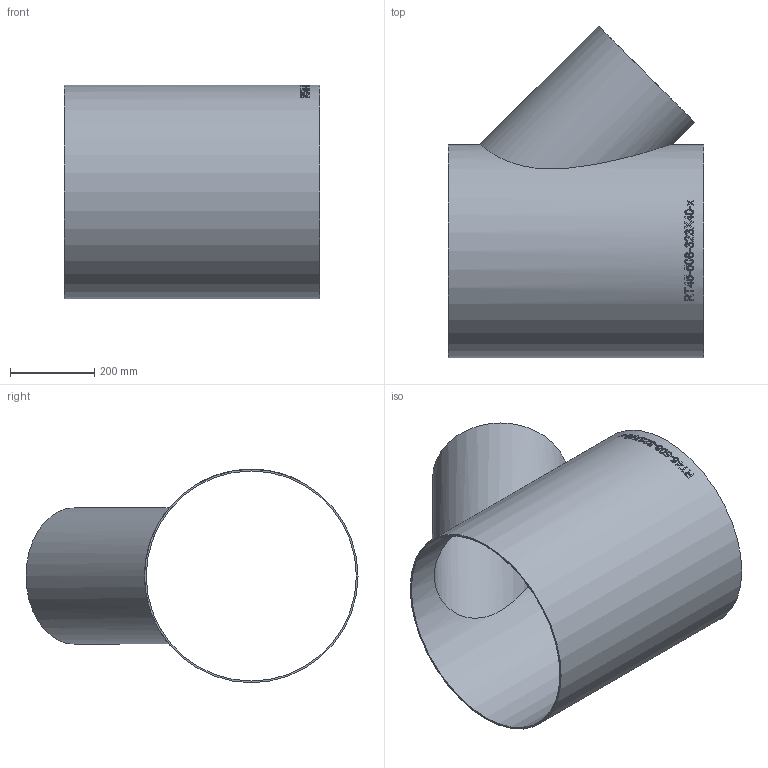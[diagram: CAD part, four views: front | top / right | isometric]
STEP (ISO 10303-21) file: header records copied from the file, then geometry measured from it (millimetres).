
FILE_DESCRIPTION (( 'STEP AP214' ), '1' );
FILE_NAME ('RT45-508-323X40-x T-Stück 45°reduziert Ø508,0 L608 1911.STEP', '2019-11-20T14:58:02', ( '' ), ( '' ), 'SwSTEP 2.0', 'SolidWorks 2016', '' );
FILE_SCHEMA (( 'AUTOMOTIVE_DESIGN' ));
Length unit declared in the file: millimetre
Products named in the file (1): RT45-508-323X40-x T-Stück 45°reduziert Ø508,0 L608  1911
Bounding box: 608 x 790.06 x 508 mm (x, y, z)
Volume: 4492496.7 mm3; surface area: 2261888.3 mm2
Topology: 1 solids, 1 shells, 244 faces, 655 edges, 437 vertices
Faces by surface type: bspline 143, plane 73, cylinder 28
Full cylindrical faces by diameter (mm): 315.9 x1, 323.9 x1, 500 x1, 508 x1
Entity records: 44315 total; most frequent: CARTESIAN_POINT 36891, ORIENTED_EDGE 1294, EDGE_CURVE 647, DIRECTION 492, B_SPLINE_CURVE_WITH_KNOTS 449, VERTEX_POINT 434, EDGE_LOOP 277, FACE_OUTER_BOUND 248
